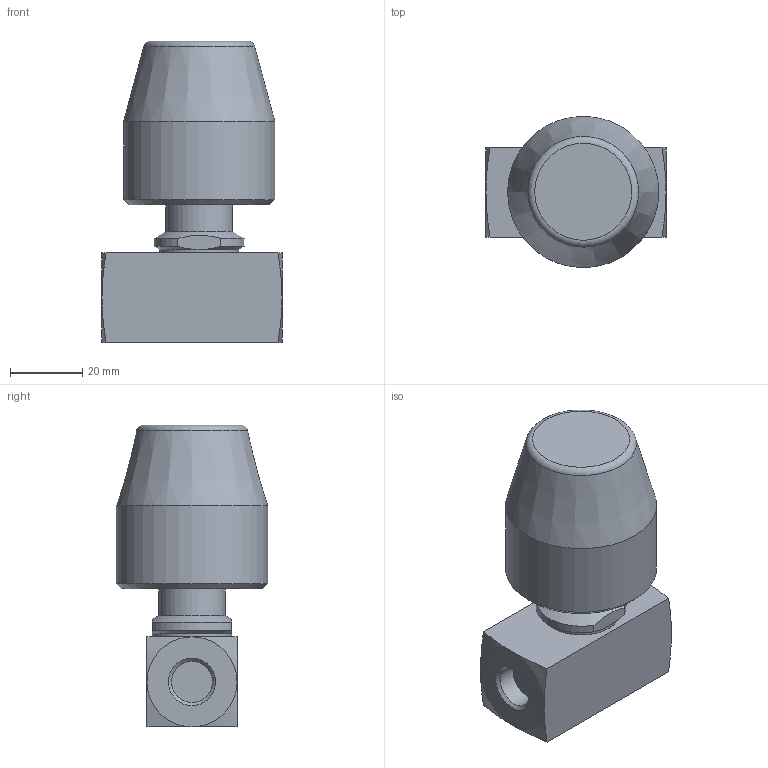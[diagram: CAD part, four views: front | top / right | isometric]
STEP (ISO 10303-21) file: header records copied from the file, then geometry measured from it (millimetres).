
FILE_DESCRIPTION(/* description */ ('3D-Modell'),/* implementation_level */ '2;1');
FILE_NAME(/* name */ '063.006955_A6347-1036-8003-VU.stp',/* time_stamp */ '2021-03-05T11:21:33+01:00',/* author */ ('LBirkmann'),/* organization */ (''),/* preprocessor_version */ 'ST-DEVELOPER v16.1',/* originating_system */ 'Autodesk Inventor 2016',/* authorisation */ '');
FILE_SCHEMA (('AUTOMOTIVE_DESIGN { 1 0 10303 214 3 1 1 }'));
Length unit declared in the file: millimetre
Products named in the file (1): 88-005023
Bounding box: 50 x 42 x 83.8 mm (x, y, z)
Volume: 89174.5 mm3; surface area: 14548 mm2
Topology: 1 solids, 1 shells, 35 faces, 73 edges, 46 vertices
Faces by surface type: cone 15, plane 12, cylinder 7, torus 1
Full cylindrical faces by diameter (mm): 11.445 x2, 18.5 x1, 22 x1, 42 x1
Entity records: 888 total; most frequent: CARTESIAN_POINT 218, DIRECTION 136, ORIENTED_EDGE 116, AXIS2_PLACEMENT_3D 64, EDGE_CURVE 58, EDGE_LOOP 50, VERTEX_POINT 40, FACE_OUTER_BOUND 35
